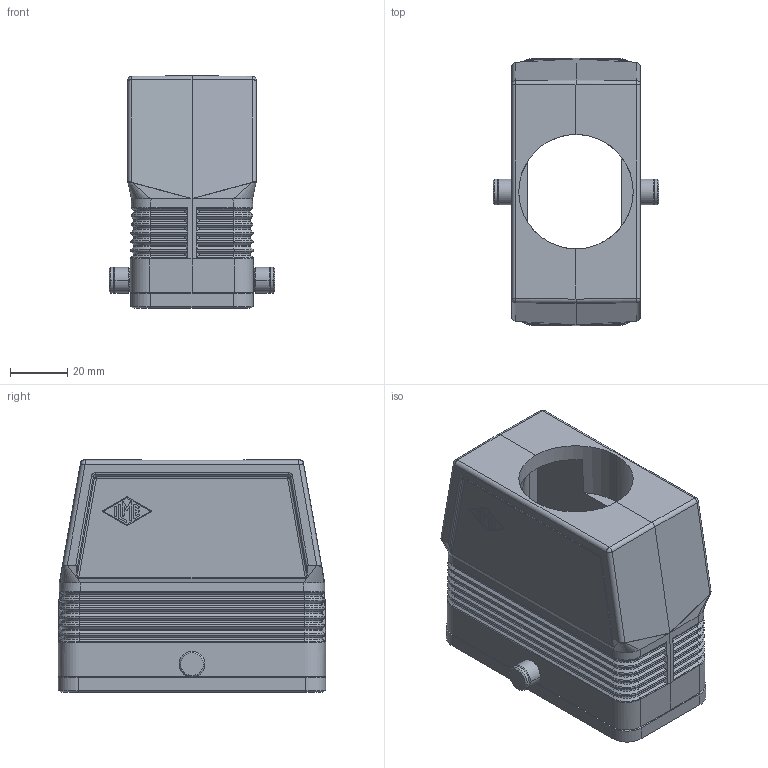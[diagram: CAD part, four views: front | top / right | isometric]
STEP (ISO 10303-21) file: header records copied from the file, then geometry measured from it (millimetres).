
FILE_DESCRIPTION(('Creo Elements/Direct Modeling STEP Export'),'2;1');
FILE_NAME('0ln7uvk4pm7qo2o5848','2019-03-12T15:43:01',(''),(''),'PTC Creo Elements/Direct Modeling STEP processor for AP214 (Solid Model)','PTC Creo Elements/Direct Modeling 19.0E 27-Jun-2016 (C) Parametric Technology GmbH','');
FILE_SCHEMA(('AUTOMOTIVE_DESIGN { 1 0 10303 214 1 1 1 1 }'));
Length unit declared in the file: millimetre
Products named in the file (2): MFV_16_GYC40
Assembly tree (1 placements, depth 2):
  MFV_16_GYC40
    MFV_16_GYC40
Bounding box: 58 x 93.5 x 81.25 mm (x, y, z)
Volume: 98702.9 mm3; surface area: 46763.4 mm2
Topology: 1 solids, 1 shells, 580 faces, 1392 edges, 826 vertices
Faces by surface type: plane 226, cylinder 174, cone 68, torus 56, bspline 48, sphere 8
Entity records: 26218 total; most frequent: CARTESIAN_POINT 13241, ORIENTED_EDGE 2768, DIRECTION 2542, EDGE_CURVE 1384, AXIS2_PLACEMENT_3D 925, VERTEX_POINT 826, VECTOR 692, LINE 692
